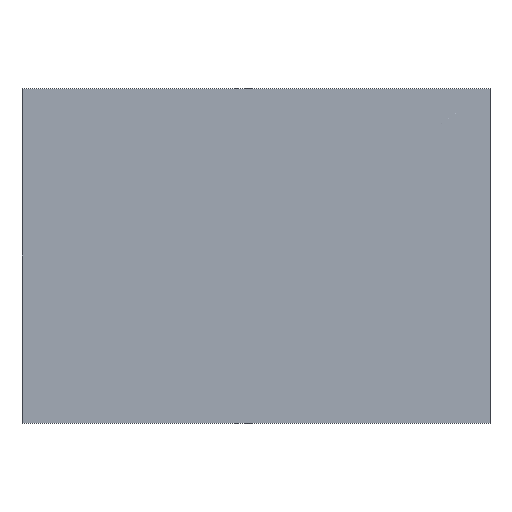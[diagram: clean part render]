
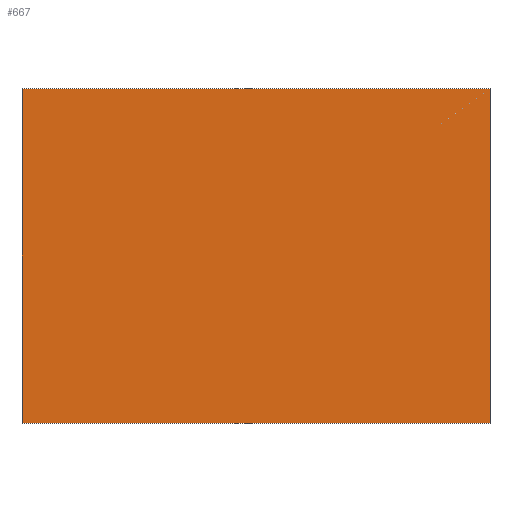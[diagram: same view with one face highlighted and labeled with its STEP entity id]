
A CAD part, front view. The second image highlights one B-rep face of the part: STEP entity #667.
In plain terms, the highlighted planar face has unit normal (0, -1, 0).
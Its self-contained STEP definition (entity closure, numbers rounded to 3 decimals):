
#5 = ORIENTED_EDGE ( 'NONE', *, *, #652, .F. ) ;
#46 = EDGE_CURVE ( 'NONE', #437, #659, #1939, .T. ) ;
#127 = CARTESIAN_POINT ( 'NONE',  ( 0., -25., 25. ) ) ;
#206 = VECTOR ( 'NONE', #449, 1000. ) ;
#292 = EDGE_LOOP ( 'NONE', ( #1435, #614, #5, #976 ) ) ;
#309 = DIRECTION ( 'NONE',  ( 1., 0., 0. ) ) ;
#348 = LINE ( 'NONE', #1014, #1488 ) ;
#399 = FACE_OUTER_BOUND ( 'NONE', #292, .T. ) ;
#437 = VERTEX_POINT ( 'NONE', #1785 ) ;
#449 = DIRECTION ( 'NONE',  ( 1., 0., 0. ) ) ;
#474 = CARTESIAN_POINT ( 'NONE',  ( 0., -25., -25. ) ) ;
#551 = PLANE ( 'NONE',  #1654 ) ;
#591 = CARTESIAN_POINT ( 'NONE',  ( 35., -25., 25. ) ) ;
#614 = ORIENTED_EDGE ( 'NONE', *, *, #46, .F. ) ;
#652 = EDGE_CURVE ( 'NONE', #2130, #437, #348, .T. ) ;
#659 = VERTEX_POINT ( 'NONE', #591 ) ;
#667 = ADVANCED_FACE ( 'NONE', ( #399 ), #551, .F. ) ;
#693 = VECTOR ( 'NONE', #309, 1000. ) ;
#741 = CARTESIAN_POINT ( 'NONE',  ( 35., -25., 0. ) ) ;
#745 = CARTESIAN_POINT ( 'NONE',  ( 0., -25., 0. ) ) ;
#976 = ORIENTED_EDGE ( 'NONE', *, *, #1897, .T. ) ;
#978 = LINE ( 'NONE', #474, #693 ) ;
#1014 = CARTESIAN_POINT ( 'NONE',  ( -35., -25., 0. ) ) ;
#1357 = EDGE_CURVE ( 'NONE', #1854, #659, #1709, .T. ) ;
#1393 = DIRECTION ( 'NONE',  ( 0., 0., 1. ) ) ;
#1435 = ORIENTED_EDGE ( 'NONE', *, *, #1357, .T. ) ;
#1488 = VECTOR ( 'NONE', #1502, 1000. ) ;
#1502 = DIRECTION ( 'NONE',  ( 0., 0., 1. ) ) ;
#1654 = AXIS2_PLACEMENT_3D ( 'NONE', #745, #2078, #1725 ) ;
#1709 = LINE ( 'NONE', #741, #1962 ) ;
#1725 = DIRECTION ( 'NONE',  ( 0., 0., 1. ) ) ;
#1765 = CARTESIAN_POINT ( 'NONE',  ( -35., -25., -25. ) ) ;
#1785 = CARTESIAN_POINT ( 'NONE',  ( -35., -25., 25. ) ) ;
#1854 = VERTEX_POINT ( 'NONE', #2128 ) ;
#1897 = EDGE_CURVE ( 'NONE', #2130, #1854, #978, .T. ) ;
#1939 = LINE ( 'NONE', #127, #206 ) ;
#1962 = VECTOR ( 'NONE', #1393, 1000. ) ;
#2078 = DIRECTION ( 'NONE',  ( 0., 1., 0. ) ) ;
#2128 = CARTESIAN_POINT ( 'NONE',  ( 35., -25., -25. ) ) ;
#2130 = VERTEX_POINT ( 'NONE', #1765 ) ;
